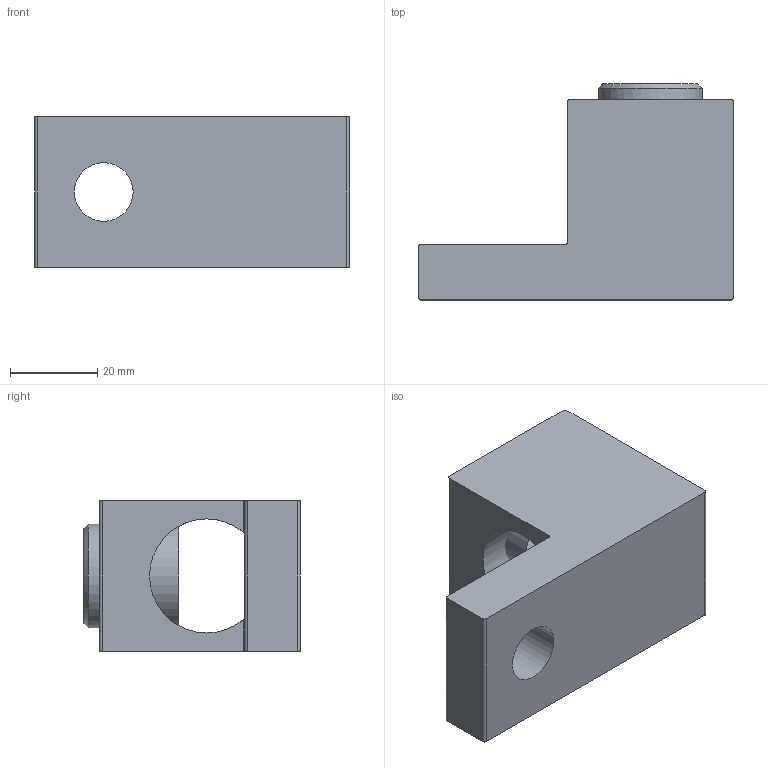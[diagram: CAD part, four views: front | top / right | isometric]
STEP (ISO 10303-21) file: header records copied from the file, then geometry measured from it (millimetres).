
FILE_DESCRIPTION(/* description */ (''),/* implementation_level */ '2;1');
FILE_NAME(/* name */ 'S750-53-63.stp',/* time_stamp */ '2020-07-27T09:42:45-04:00',/* author */ ('dmountain'),/* organization */ (''),/* preprocessor_version */ 'ST-DEVELOPER v17',/* originating_system */ 'Autodesk Inventor 2019',/* authorisation */ '');
FILE_SCHEMA (('AUTOMOTIVE_DESIGN { 1 0 10303 214 3 1 1 }'));
Length unit declared in the file: inch
Products named in the file (3): S750-53-63; S750-53-63_1; 11939
Assembly tree (2 placements, depth 2):
  S750-53-63
    S750-53-63_1
    11939
Bounding box: 72.24 x 49.59 x 34.52 mm (x, y, z)
Volume: 56446.6 mm3; surface area: 18151.2 mm2
Topology: 2 solids, 2 shells, 34 faces, 97 edges, 66 vertices
Faces by surface type: plane 18, cylinder 12, cone 4
Full cylindrical faces by diameter (mm): 13.462 x1, 22.098 x2, 23.812 x1, 26.194 x1
Entity records: 1344 total; most frequent: CARTESIAN_POINT 325, DIRECTION 197, ORIENTED_EDGE 192, EDGE_CURVE 96, AXIS2_PLACEMENT_3D 70, VERTEX_POINT 66, LINE 57, VECTOR 57
